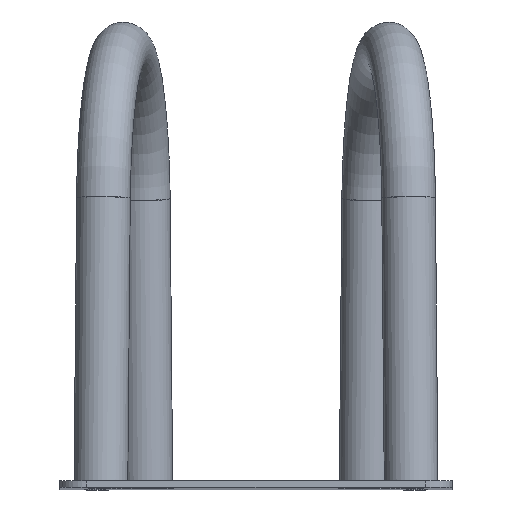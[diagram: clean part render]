
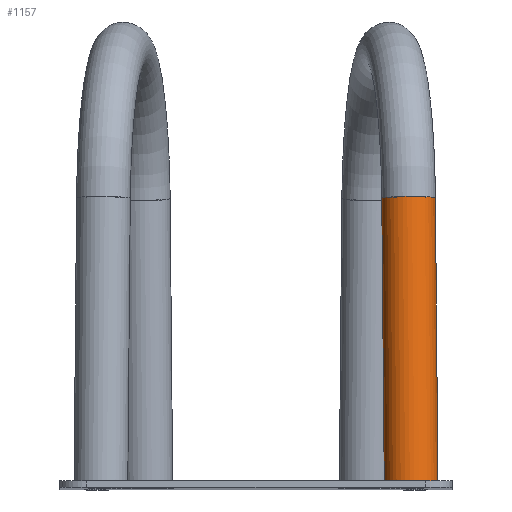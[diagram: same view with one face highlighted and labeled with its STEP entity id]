
A CAD part, top view. The second image highlights one B-rep face of the part: STEP entity #1157.
In plain terms, the highlighted cylindrical face has radius 10 mm (diameter 20 mm), a full revolution.
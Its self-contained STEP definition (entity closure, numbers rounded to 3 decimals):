
#636 = EDGE_LOOP ( 'NONE', ( #6246 ) ) ;
#1157 = ADVANCED_FACE ( 'NONE', ( #3663, #2663 ), #5905, .T. ) ;
#1198 = EDGE_LOOP ( 'NONE', ( #4929 ) ) ;
#1285 = AXIS2_PLACEMENT_3D ( 'NONE', #2489, #5212, #5722 ) ;
#1380 = CARTESIAN_POINT ( 'NONE',  ( -9.975, 0.712, 0. ) ) ;
#2016 = DIRECTION ( 'NONE',  ( 0.071, 0.997, 0. ) ) ;
#2141 = EDGE_CURVE ( 'NONE', #5903, #5903, #4463, .T. ) ;
#2442 = AXIS2_PLACEMENT_3D ( 'NONE', #2628, #3151, #4906 ) ;
#2489 = CARTESIAN_POINT ( 'NONE',  ( 7.652, 107.269, 0. ) ) ;
#2628 = CARTESIAN_POINT ( 'NONE',  ( 0., 0., 0. ) ) ;
#2663 = FACE_OUTER_BOUND ( 'NONE', #1198, .T. ) ;
#2810 = EDGE_CURVE ( 'NONE', #4832, #4832, #3594, .T. ) ;
#3116 = CARTESIAN_POINT ( 'NONE',  ( -2.323, 107.981, 0. ) ) ;
#3151 = DIRECTION ( 'NONE',  ( 0.071, 0.997, 0. ) ) ;
#3594 = CIRCLE ( 'NONE', #4534, 10. ) ;
#3663 = FACE_OUTER_BOUND ( 'NONE', #636, .T. ) ;
#3680 = CARTESIAN_POINT ( 'NONE',  ( 0., 0., 0. ) ) ;
#4463 = CIRCLE ( 'NONE', #1285, 10. ) ;
#4534 = AXIS2_PLACEMENT_3D ( 'NONE', #3680, #2016, #5365 ) ;
#4832 = VERTEX_POINT ( 'NONE', #1380 ) ;
#4906 = DIRECTION ( 'NONE',  ( -0.997, 0.071, 0. ) ) ;
#4929 = ORIENTED_EDGE ( 'NONE', *, *, #2810, .T. ) ;
#5212 = DIRECTION ( 'NONE',  ( 0.071, 0.997, 0. ) ) ;
#5365 = DIRECTION ( 'NONE',  ( -0.997, 0.071, 0. ) ) ;
#5722 = DIRECTION ( 'NONE',  ( -0.997, 0.071, 0. ) ) ;
#5903 = VERTEX_POINT ( 'NONE', #3116 ) ;
#5905 = CYLINDRICAL_SURFACE ( 'NONE', #2442, 10. ) ;
#6246 = ORIENTED_EDGE ( 'NONE', *, *, #2141, .F. ) ;
